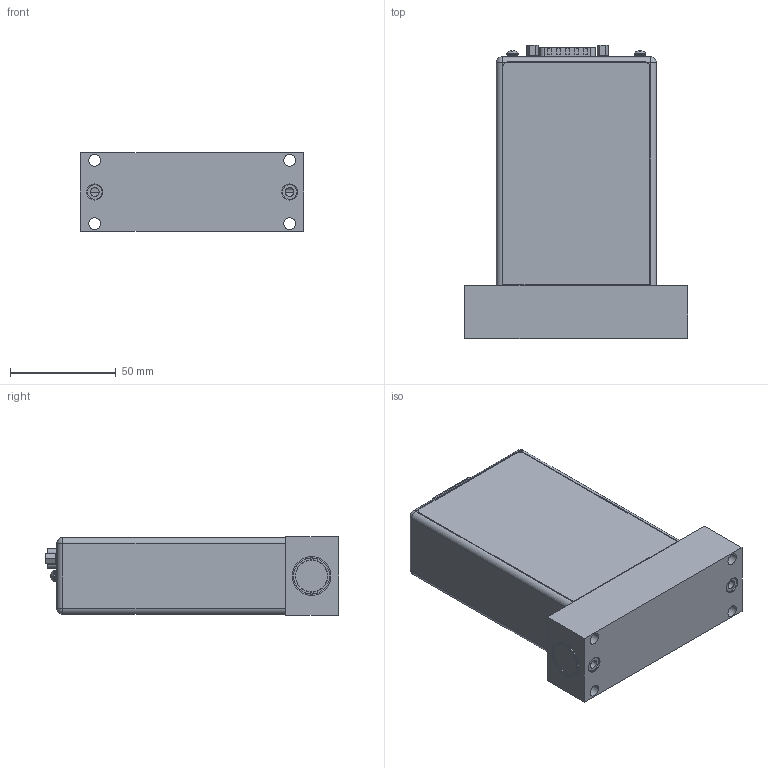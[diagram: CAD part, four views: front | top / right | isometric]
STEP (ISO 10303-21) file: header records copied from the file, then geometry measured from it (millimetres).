
FILE_DESCRIPTION((''),'2;1');
FILE_NAME('1040814_15-PIN_DUMMY_ASM','2012-08-30T',('cockrofm'),('MKS Instruments, Inc.'),'PRO/ENGINEER BY PARAMETRIC TECHNOLOGY CORPORATION, 2009060','PRO/ENGINEER BY PARAMETRIC TECHNOLOGY CORPORATION, 2009060','');
FILE_SCHEMA(('CONFIG_CONTROL_DESIGN'));
Length unit declared in the file: inch
Products named in the file (13): 1042639-001_FRT; 117328-G1_ASM; 1046138-002; 1011702-002_4-40_PAN-HD-SEMS; 1048315-002; 171-015-113; 1038688_CONN_RJ45; 1016309-003; 1045912-BODY-DOWNPORT; 136492_PIN; 1045912-BODY-DOWNPORT_ASM; 1031369_DISC; 1040814_15-PIN_DUMMY_ASM
Assembly tree (14 placements, depth 3):
  1040814_15-PIN_DUMMY_ASM
    1042639-001_FRT
    117328-G1_ASM
    1046138-002
    1011702-002_4-40_PAN-HD-SEMS  x2
    1048315-002
    171-015-113
    1038688_CONN_RJ45
    1016309-003  x2
    1045912-BODY-DOWNPORT_ASM
      1045912-BODY-DOWNPORT
      136492_PIN
    1031369_DISC
Bounding box: 105.74 x 138.35 x 36.83 mm (x, y, z)
Volume: 106952.2 mm3; surface area: 97548.1 mm2
Topology: 12 solids, 24 shells, 853 faces, 2020 edges, 1281 vertices
Faces by surface type: plane 352, cylinder 318, cone 56, bspline 45, torus 35, extrusion 32, sphere 15
Entity records: 23947 total; most frequent: CARTESIAN_POINT 5894, DIRECTION 3861, ORIENTED_EDGE 3488, EDGE_CURVE 1766, AXIS2_PLACEMENT_3D 1456, VERTEX_POINT 1142, VECTOR 949, LINE 917
